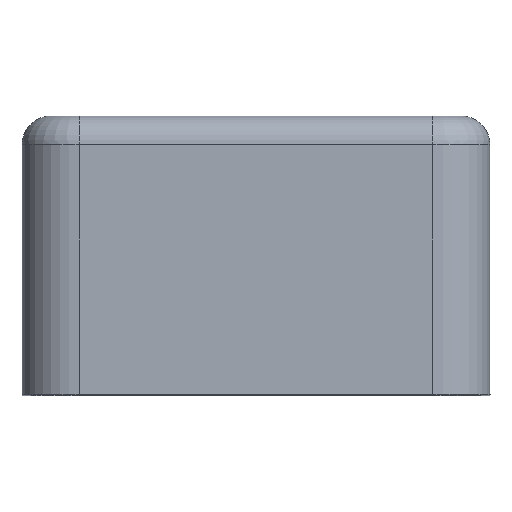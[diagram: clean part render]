
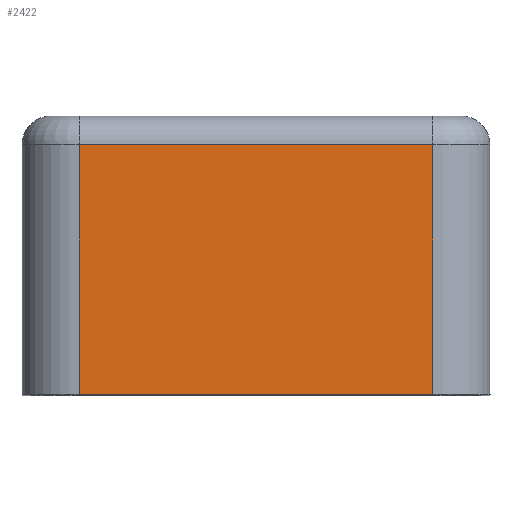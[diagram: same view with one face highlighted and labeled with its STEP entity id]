
A CAD part, top view. The second image highlights one B-rep face of the part: STEP entity #2422.
In plain terms, the highlighted planar face has unit normal (0, 0, 1).
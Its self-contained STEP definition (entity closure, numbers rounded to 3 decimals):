
#71 = CARTESIAN_POINT ( 'NONE',  ( -6.15, -1., 14.65 ) ) ;
#152 = ORIENTED_EDGE ( 'NONE', *, *, #1793, .T. ) ;
#182 = VERTEX_POINT ( 'NONE', #1269 ) ;
#365 = VECTOR ( 'NONE', #1161, 1000. ) ;
#712 = ORIENTED_EDGE ( 'NONE', *, *, #941, .F. ) ;
#784 = VERTEX_POINT ( 'NONE', #2639 ) ;
#816 = VECTOR ( 'NONE', #1591, 1000. ) ;
#849 = VECTOR ( 'NONE', #2189, 1000. ) ;
#879 = CARTESIAN_POINT ( 'NONE',  ( -6.15, -1., 14.65 ) ) ;
#883 = DIRECTION ( 'NONE',  ( 0., 0., 1. ) ) ;
#941 = EDGE_CURVE ( 'NONE', #182, #1544, #2336, .T. ) ;
#950 = FACE_OUTER_BOUND ( 'NONE', #2805, .T. ) ;
#986 = LINE ( 'NONE', #71, #816 ) ;
#1071 = DIRECTION ( 'NONE',  ( 0., -1., 0. ) ) ;
#1096 = CARTESIAN_POINT ( 'NONE',  ( -6.15, 0., 14.65 ) ) ;
#1149 = CARTESIAN_POINT ( 'NONE',  ( 6.15, 0., 14.65 ) ) ;
#1161 = DIRECTION ( 'NONE',  ( 0., -1., 0. ) ) ;
#1269 = CARTESIAN_POINT ( 'NONE',  ( 6.15, -1., 14.65 ) ) ;
#1371 = ORIENTED_EDGE ( 'NONE', *, *, #1969, .F. ) ;
#1437 = VECTOR ( 'NONE', #1538, 1000. ) ;
#1532 = PLANE ( 'NONE',  #2311 ) ;
#1538 = DIRECTION ( 'NONE',  ( 0., -1., 0. ) ) ;
#1544 = VERTEX_POINT ( 'NONE', #2371 ) ;
#1591 = DIRECTION ( 'NONE',  ( 1., 0., 0. ) ) ;
#1756 = CARTESIAN_POINT ( 'NONE',  ( -6.15, 0., 14.65 ) ) ;
#1793 = EDGE_CURVE ( 'NONE', #784, #1544, #2591, .T. ) ;
#1799 = VERTEX_POINT ( 'NONE', #879 ) ;
#1822 = EDGE_CURVE ( 'NONE', #1799, #784, #2528, .T. ) ;
#1969 = EDGE_CURVE ( 'NONE', #1799, #182, #986, .T. ) ;
#2189 = DIRECTION ( 'NONE',  ( 1., 0., 0. ) ) ;
#2311 = AXIS2_PLACEMENT_3D ( 'NONE', #1756, #883, #1071 ) ;
#2336 = LINE ( 'NONE', #1149, #365 ) ;
#2371 = CARTESIAN_POINT ( 'NONE',  ( 6.15, -9.7, 14.65 ) ) ;
#2422 = ADVANCED_FACE ( 'NONE', ( #950 ), #1532, .T. ) ;
#2528 = LINE ( 'NONE', #1096, #1437 ) ;
#2591 = LINE ( 'NONE', #2620, #849 ) ;
#2620 = CARTESIAN_POINT ( 'NONE',  ( -6.15, -9.7, 14.65 ) ) ;
#2639 = CARTESIAN_POINT ( 'NONE',  ( -6.15, -9.7, 14.65 ) ) ;
#2800 = ORIENTED_EDGE ( 'NONE', *, *, #1822, .T. ) ;
#2805 = EDGE_LOOP ( 'NONE', ( #152, #712, #1371, #2800 ) ) ;
